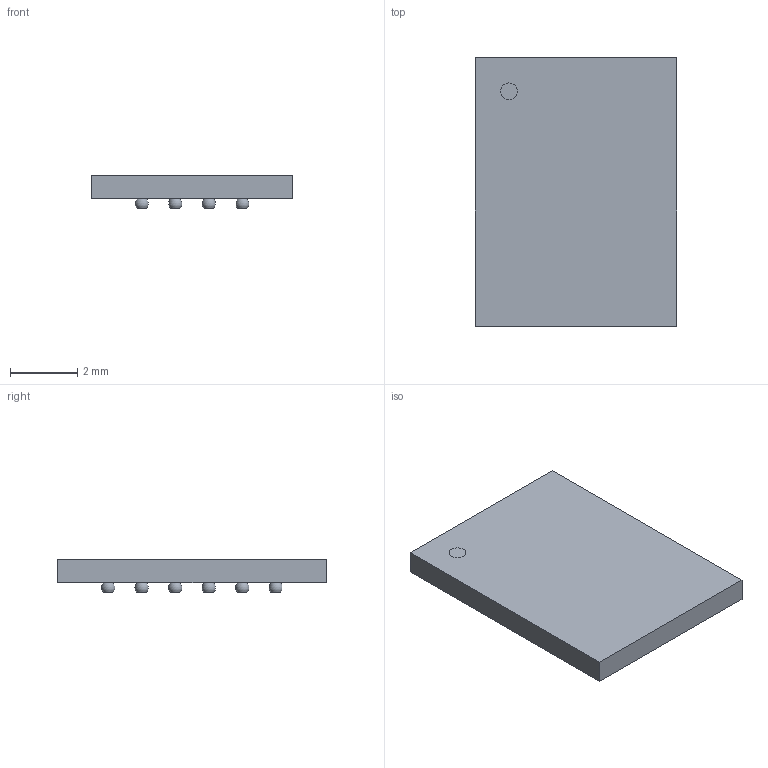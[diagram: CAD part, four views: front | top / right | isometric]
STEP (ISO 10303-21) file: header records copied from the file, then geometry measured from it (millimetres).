
FILE_DESCRIPTION(/* description */ (''),/* implementation_level */ '2;1');
FILE_NAME(/* name */ 'BGA24C100P4X6_600X800X120.stp',/* time_stamp */ '2017-08-17T12:01:18+02:00',/* author */ ('jchouvet'),/* organization */ (''),/* preprocessor_version */ 'ST-DEVELOPER v16.1',/* originating_system */ 'AutoCAD Mechanical',/* authorisation */ '');
FILE_SCHEMA (('AUTOMOTIVE_DESIGN { 1 0 10303 214 3 1 1 }'));
Length unit declared in the file: millimetre
Products named in the file (1): Product
Bounding box: 6 x 8 x 1 mm (x, y, z)
Volume: 34.3 mm3; surface area: 127.8 mm2
Topology: 26 solids, 26 shells, 83 faces, 114 edges, 84 vertices
Faces by surface type: plane 57, sphere 24, cylinder 2
Full cylindrical faces by diameter (mm): 0.5 x2
Entity records: 1460 total; most frequent: DIRECTION 284, CARTESIAN_POINT 208, AXIS2_PLACEMENT_3D 136, ORIENTED_EDGE 128, EDGE_LOOP 110, FACE_OUTER_BOUND 83, ADVANCED_FACE 83, EDGE_CURVE 64
